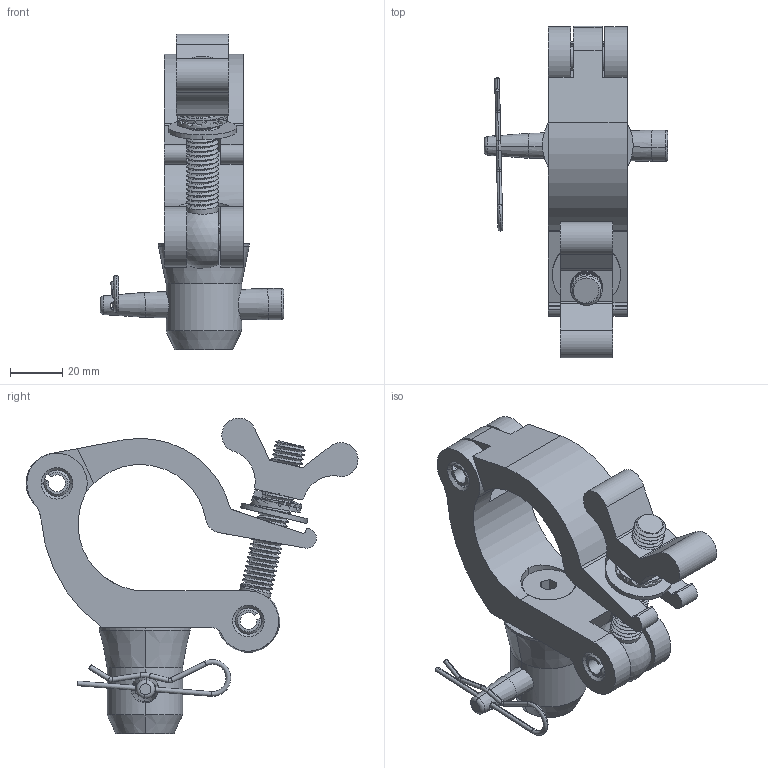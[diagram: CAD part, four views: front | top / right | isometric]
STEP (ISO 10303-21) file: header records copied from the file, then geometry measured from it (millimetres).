
FILE_DESCRIPTION(/* description */ ('50mm Medium Duty Clamp with Reversed Elbow and Half Connector'),/* implementation_level */ '2;1');
FILE_NAME(/* name */ 'EVT50C-ASE.step',/* time_stamp */ '2024-01-24T14:19:48-08:00',/* author */ (''),/* organization */ (''),/* preprocessor_version */ 'ST-DEVELOPER v20',/* originating_system */ 'Autodesk Translation Framework v12.14.0.127',/* authorisation */ '');
FILE_SCHEMA (('AUTOMOTIVE_DESIGN { 1 0 10303 214 3 1 1 }'));
Length unit declared in the file: millimetre
Products named in the file (2): EVT50C-ASE; EVT50C-ASE_1
Assembly tree (1 placements, depth 2):
  EVT50C-ASE
    EVT50C-ASE_1
Bounding box: 70.03 x 126.55 x 120.32 mm (x, y, z)
Volume: 132089.6 mm3; surface area: 49693.9 mm2
Topology: 12 solids, 12 shells, 302 faces, 759 edges, 476 vertices
Faces by surface type: cylinder 146, plane 64, cone 52, bspline 24, torus 14, sphere 2
Entity records: 15187 total; most frequent: CARTESIAN_POINT 8154, ORIENTED_EDGE 1512, DIRECTION 1359, EDGE_CURVE 756, AXIS2_PLACEMENT_3D 518, VERTEX_POINT 476, LINE 323, VECTOR 323
